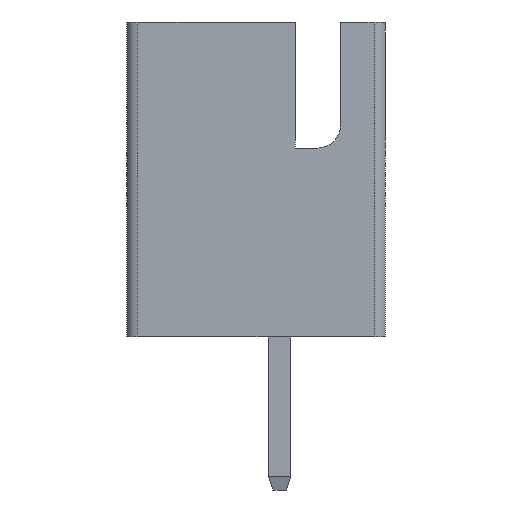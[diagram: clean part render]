
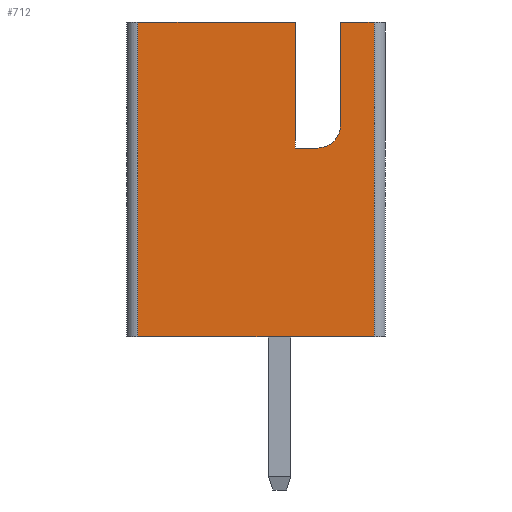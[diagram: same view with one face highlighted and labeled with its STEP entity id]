
A CAD part, left-side view. The second image highlights one B-rep face of the part: STEP entity #712.
In plain terms, the highlighted planar face has unit normal (-1, 0, 0).
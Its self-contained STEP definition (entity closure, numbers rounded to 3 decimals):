
#63 = CARTESIAN_POINT ( 'NONE',  ( -6.2, -0.875, 7. ) ) ;
#172 = DIRECTION ( 'NONE',  ( 0., -1., 0. ) ) ;
#207 = DIRECTION ( 'NONE',  ( 0., 1., 0. ) ) ;
#712 = ADVANCED_FACE ( 'NONE', ( #4148 ), #15299, .F. ) ;
#1013 = ORIENTED_EDGE ( 'NONE', *, *, #7696, .T. ) ;
#1088 = ORIENTED_EDGE ( 'NONE', *, *, #5465, .T. ) ;
#1667 = VECTOR ( 'NONE', #7800, 1000. ) ;
#1764 = VECTOR ( 'NONE', #17065, 1000. ) ;
#1986 = DIRECTION ( 'NONE',  ( 0., -1., 0. ) ) ;
#2480 = ORIENTED_EDGE ( 'NONE', *, *, #11922, .T. ) ;
#2772 = DIRECTION ( 'NONE',  ( 1., 0., 0. ) ) ;
#2839 = LINE ( 'NONE', #8526, #7292 ) ;
#2987 = CARTESIAN_POINT ( 'NONE',  ( -6.2, -1.875, 7. ) ) ;
#3509 = DIRECTION ( 'NONE',  ( 0., 0., -1. ) ) ;
#4148 = FACE_OUTER_BOUND ( 'NONE', #4206, .T. ) ;
#4180 = VERTEX_POINT ( 'NONE', #15146 ) ;
#4206 = EDGE_LOOP ( 'NONE', ( #11142, #2480, #1088, #11070, #14645, #1013, #8309, #13548, #17044 ) ) ;
#4329 = CARTESIAN_POINT ( 'NONE',  ( -6.2, 2.875, 7. ) ) ;
#4602 = LINE ( 'NONE', #15748, #8546 ) ;
#5186 = VERTEX_POINT ( 'NONE', #12592 ) ;
#5354 = VECTOR ( 'NONE', #8853, 1000. ) ;
#5465 = EDGE_CURVE ( 'NONE', #4180, #11171, #2839, .T. ) ;
#5674 = DIRECTION ( 'NONE',  ( 1., 0., 0. ) ) ;
#5708 = DIRECTION ( 'NONE',  ( 0., 1., 0. ) ) ;
#5716 = EDGE_CURVE ( 'NONE', #13784, #11252, #11348, .T. ) ;
#7114 = CARTESIAN_POINT ( 'NONE',  ( -6.2, -1.375, 4.2 ) ) ;
#7144 = CIRCLE ( 'NONE', #14961, 0.5 ) ;
#7292 = VECTOR ( 'NONE', #172, 1000. ) ;
#7412 = VECTOR ( 'NONE', #8359, 1000. ) ;
#7696 = EDGE_CURVE ( 'NONE', #11918, #5186, #4602, .T. ) ;
#7800 = DIRECTION ( 'NONE',  ( 0., 0., 1. ) ) ;
#8222 = EDGE_CURVE ( 'NONE', #10856, #13784, #11342, .T. ) ;
#8309 = ORIENTED_EDGE ( 'NONE', *, *, #12151, .T. ) ;
#8359 = DIRECTION ( 'NONE',  ( 0., -1., 0. ) ) ;
#8386 = CARTESIAN_POINT ( 'NONE',  ( -6.2, 2.625, 7. ) ) ;
#8526 = CARTESIAN_POINT ( 'NONE',  ( -6.2, 2.875, 0. ) ) ;
#8546 = VECTOR ( 'NONE', #3509, 1000. ) ;
#8572 = LINE ( 'NONE', #9122, #5354 ) ;
#8647 = CARTESIAN_POINT ( 'NONE',  ( -6.2, 2.875, 7. ) ) ;
#8804 = VERTEX_POINT ( 'NONE', #13856 ) ;
#8853 = DIRECTION ( 'NONE',  ( 0., 0., -1. ) ) ;
#8862 = CARTESIAN_POINT ( 'NONE',  ( -6.2, 2.875, 7. ) ) ;
#9122 = CARTESIAN_POINT ( 'NONE',  ( -6.2, 2.625, 7. ) ) ;
#9370 = CARTESIAN_POINT ( 'NONE',  ( -6.2, -2.625, 7. ) ) ;
#9974 = VERTEX_POINT ( 'NONE', #8386 ) ;
#10651 = CARTESIAN_POINT ( 'NONE',  ( -6.2, -0.875, 7. ) ) ;
#10856 = VERTEX_POINT ( 'NONE', #17230 ) ;
#11070 = ORIENTED_EDGE ( 'NONE', *, *, #14847, .T. ) ;
#11142 = ORIENTED_EDGE ( 'NONE', *, *, #12920, .F. ) ;
#11171 = VERTEX_POINT ( 'NONE', #13031 ) ;
#11252 = VERTEX_POINT ( 'NONE', #10651 ) ;
#11302 = DIRECTION ( 'NONE',  ( 0., 0., -1. ) ) ;
#11342 = LINE ( 'NONE', #7114, #11798 ) ;
#11348 = LINE ( 'NONE', #63, #1764 ) ;
#11798 = VECTOR ( 'NONE', #5708, 1000. ) ;
#11918 = VERTEX_POINT ( 'NONE', #2987 ) ;
#11922 = EDGE_CURVE ( 'NONE', #9974, #4180, #8572, .T. ) ;
#12151 = EDGE_CURVE ( 'NONE', #5186, #10856, #7144, .T. ) ;
#12475 = CARTESIAN_POINT ( 'NONE',  ( -6.2, -1.375, 4.7 ) ) ;
#12592 = CARTESIAN_POINT ( 'NONE',  ( -6.2, -1.875, 4.7 ) ) ;
#12920 = EDGE_CURVE ( 'NONE', #9974, #11252, #16569, .T. ) ;
#13031 = CARTESIAN_POINT ( 'NONE',  ( -6.2, -2.625, 0. ) ) ;
#13058 = VECTOR ( 'NONE', #1986, 1000. ) ;
#13484 = LINE ( 'NONE', #9370, #1667 ) ;
#13548 = ORIENTED_EDGE ( 'NONE', *, *, #8222, .T. ) ;
#13784 = VERTEX_POINT ( 'NONE', #16320 ) ;
#13856 = CARTESIAN_POINT ( 'NONE',  ( -6.2, -2.625, 7. ) ) ;
#14032 = AXIS2_PLACEMENT_3D ( 'NONE', #8647, #2772, #207 ) ;
#14645 = ORIENTED_EDGE ( 'NONE', *, *, #16388, .F. ) ;
#14847 = EDGE_CURVE ( 'NONE', #11171, #8804, #13484, .T. ) ;
#14961 = AXIS2_PLACEMENT_3D ( 'NONE', #12475, #5674, #11302 ) ;
#15146 = CARTESIAN_POINT ( 'NONE',  ( -6.2, 2.625, 0. ) ) ;
#15299 = PLANE ( 'NONE',  #14032 ) ;
#15748 = CARTESIAN_POINT ( 'NONE',  ( -6.2, -1.875, 7. ) ) ;
#15770 = LINE ( 'NONE', #8862, #13058 ) ;
#16320 = CARTESIAN_POINT ( 'NONE',  ( -6.2, -0.875, 4.2 ) ) ;
#16388 = EDGE_CURVE ( 'NONE', #11918, #8804, #15770, .T. ) ;
#16569 = LINE ( 'NONE', #4329, #7412 ) ;
#17044 = ORIENTED_EDGE ( 'NONE', *, *, #5716, .T. ) ;
#17065 = DIRECTION ( 'NONE',  ( 0., 0., 1. ) ) ;
#17230 = CARTESIAN_POINT ( 'NONE',  ( -6.2, -1.375, 4.2 ) ) ;
